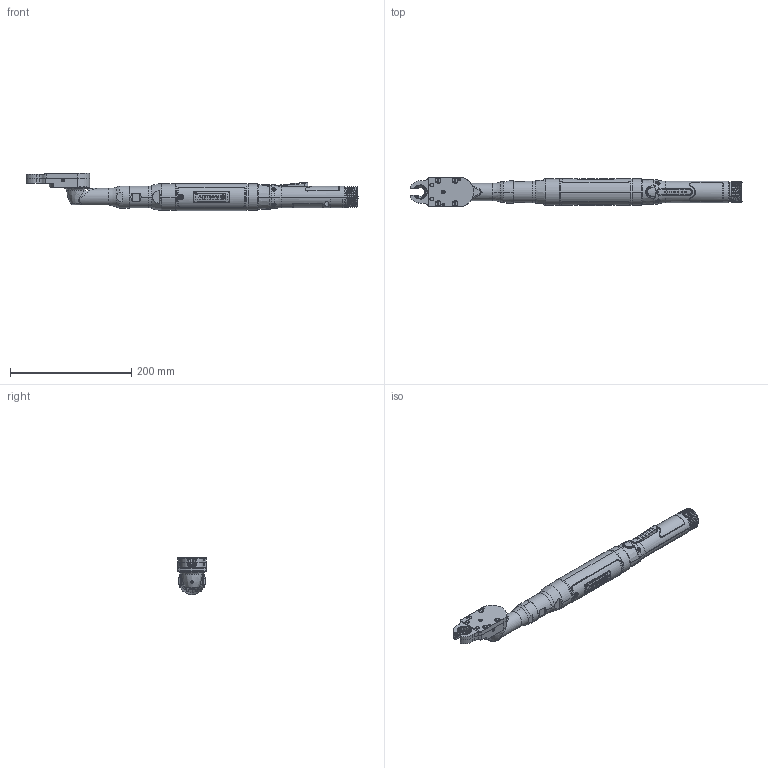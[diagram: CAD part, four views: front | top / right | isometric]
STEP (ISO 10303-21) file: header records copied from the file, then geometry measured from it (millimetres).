
FILE_DESCRIPTION((''),'2;1');
FILE_NAME('EB33LT74-30','2012-09-25T',('EJF1116'),(''),'PRO/ENGINEER BY PARAMETRIC TECHNOLOGY CORPORATION, 2010430','PRO/ENGINEER BY PARAMETRIC TECHNOLOGY CORPORATION, 2010430','');
FILE_SCHEMA(('CONFIG_CONTROL_DESIGN'));
Length unit declared in the file: inch
Products named in the file (1): EB33LT74-30
Bounding box: 547.61 x 47.62 x 61.23 mm (x, y, z)
Surface area: 116337.2 mm2 (no closed solid volume)
Topology: 0 solids, 182 shells, 621 faces, 3357 edges, 2846 vertices
Faces by surface type: cylinder 210, plane 150, bspline 138, cone 65, torus 41, extrusion 17
Entity records: 50182 total; most frequent: CARTESIAN_POINT 27634, ORIENTED_EDGE 4176, DIRECTION 3679, EDGE_CURVE 3355, VERTEX_POINT 2846, B_SPLINE_CURVE_WITH_KNOTS 1461, AXIS2_PLACEMENT_3D 1285, VECTOR 1109
